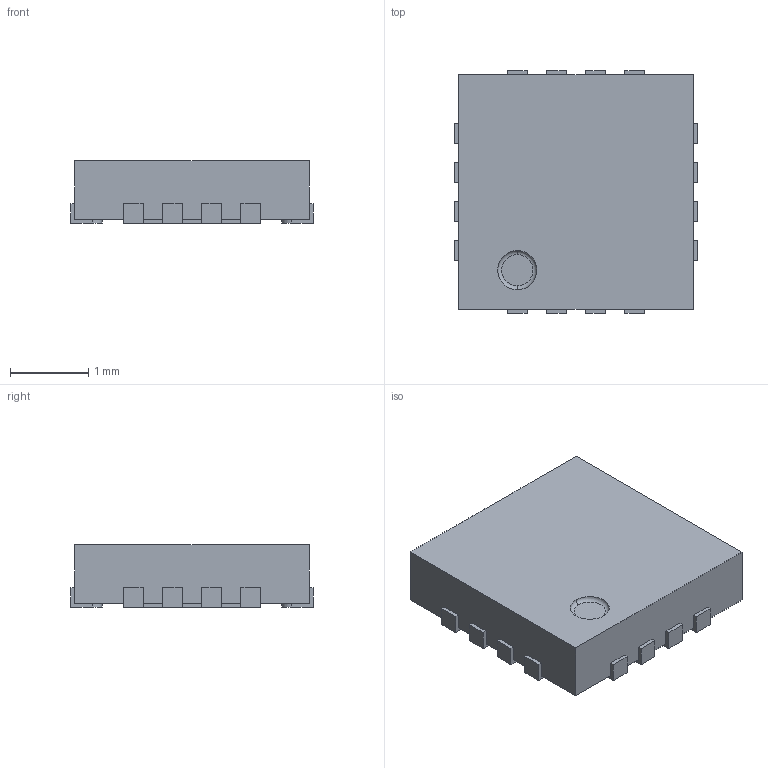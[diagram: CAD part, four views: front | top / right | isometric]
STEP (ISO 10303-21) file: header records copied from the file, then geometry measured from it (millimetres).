
FILE_DESCRIPTION (( 'STEP AP214' ), '1' );
FILE_NAME ( 'QFN16-3X3.STEP', '2024-12-19T16:39:31', ( '' ), ( '' ), '', '©2017-2022 PCBL', '' );
FILE_SCHEMA (( 'AUTOMOTIVE_DESIGN' ));
Length unit declared in the file: millimetre
Products named in the file (1): QFN16-3X3
Bounding box: 3.1 x 3.1 x 0.8 mm (x, y, z)
Volume: 7 mm3; surface area: 37.4 mm2
Topology: 18 solids, 18 shells, 159 faces, 366 edges, 244 vertices
Faces by surface type: plane 125, cylinder 32, torus 2
Entity records: 5129 total; most frequent: CARTESIAN_POINT 770, DIRECTION 756, ORIENTED_EDGE 732, EDGE_CURVE 366, VECTOR 296, LINE 296, VERTEX_POINT 244, AXIS2_PLACEMENT_3D 230
